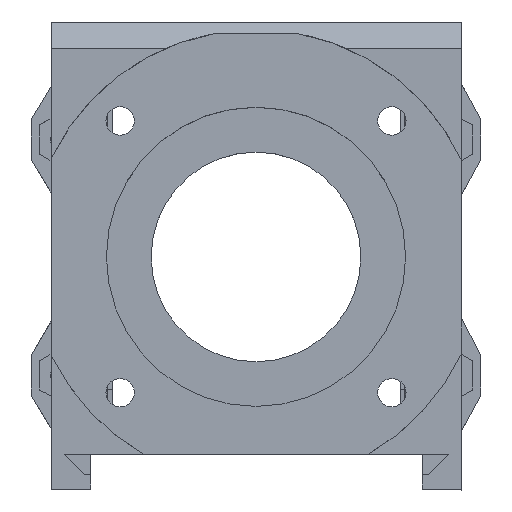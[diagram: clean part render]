
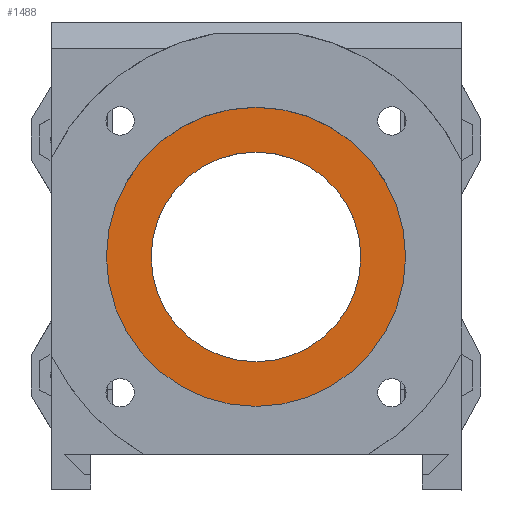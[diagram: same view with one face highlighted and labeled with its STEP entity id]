
A CAD part, top view. The second image highlights one B-rep face of the part: STEP entity #1488.
In plain terms, the highlighted planar face has unit normal (0, 0, 1).
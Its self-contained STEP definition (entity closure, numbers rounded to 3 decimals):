
#134 = VERTEX_POINT ( 'NONE', #2966 ) ;
#165 = FACE_BOUND ( 'NONE', #980, .T. ) ;
#235 = PLANE ( 'NONE',  #2576 ) ;
#254 = DIRECTION ( 'NONE',  ( 1., 0., 0. ) ) ;
#305 = FACE_OUTER_BOUND ( 'NONE', #2359, .T. ) ;
#667 = ORIENTED_EDGE ( 'NONE', *, *, #5451, .T. ) ;
#677 = AXIS2_PLACEMENT_3D ( 'NONE', #1185, #6756, #254 ) ;
#733 = DIRECTION ( 'NONE',  ( 0., 0., -1. ) ) ;
#980 = EDGE_LOOP ( 'NONE', ( #6595, #2344 ) ) ;
#1185 = CARTESIAN_POINT ( 'NONE',  ( -0.052, 26.591, 0. ) ) ;
#1440 = AXIS2_PLACEMENT_3D ( 'NONE', #7049, #2170, #1521 ) ;
#1488 = ADVANCED_FACE ( 'NONE', ( #165, #305 ), #235, .F. ) ;
#1497 = CARTESIAN_POINT ( 'NONE',  ( -0.052, 26.591, 0. ) ) ;
#1521 = DIRECTION ( 'NONE',  ( 1., 0., 0. ) ) ;
#1522 = VERTEX_POINT ( 'NONE', #4209 ) ;
#1561 = VERTEX_POINT ( 'NONE', #3667 ) ;
#1812 = CARTESIAN_POINT ( 'NONE',  ( 0., 0., 0. ) ) ;
#2033 = DIRECTION ( 'NONE',  ( 0., 0., 1. ) ) ;
#2153 = EDGE_CURVE ( 'NONE', #1561, #134, #4804, .T. ) ;
#2165 = CIRCLE ( 'NONE', #4221, 12. ) ;
#2170 = DIRECTION ( 'NONE',  ( 0., 0., 1. ) ) ;
#2344 = ORIENTED_EDGE ( 'NONE', *, *, #5787, .F. ) ;
#2359 = EDGE_LOOP ( 'NONE', ( #6000, #667 ) ) ;
#2576 = AXIS2_PLACEMENT_3D ( 'NONE', #1812, #733, #3027 ) ;
#2966 = CARTESIAN_POINT ( 'NONE',  ( 17.073, 26.591, 0. ) ) ;
#3027 = DIRECTION ( 'NONE',  ( -1., 0., 0. ) ) ;
#3387 = VERTEX_POINT ( 'NONE', #6683 ) ;
#3667 = CARTESIAN_POINT ( 'NONE',  ( -17.177, 26.591, 0. ) ) ;
#3907 = DIRECTION ( 'NONE',  ( 0., 0., 1. ) ) ;
#4209 = CARTESIAN_POINT ( 'NONE',  ( 11.948, 26.591, 0. ) ) ;
#4221 = AXIS2_PLACEMENT_3D ( 'NONE', #1497, #2033, #6914 ) ;
#4229 = EDGE_CURVE ( 'NONE', #1522, #3387, #4653, .T. ) ;
#4653 = CIRCLE ( 'NONE', #1440, 12. ) ;
#4804 = CIRCLE ( 'NONE', #677, 17.125 ) ;
#5451 = EDGE_CURVE ( 'NONE', #134, #1561, #5950, .T. ) ;
#5505 = DIRECTION ( 'NONE',  ( 1., 0., 0. ) ) ;
#5787 = EDGE_CURVE ( 'NONE', #3387, #1522, #2165, .T. ) ;
#5937 = CARTESIAN_POINT ( 'NONE',  ( -0.052, 26.591, 0. ) ) ;
#5950 = CIRCLE ( 'NONE', #6957, 17.125 ) ;
#6000 = ORIENTED_EDGE ( 'NONE', *, *, #2153, .T. ) ;
#6595 = ORIENTED_EDGE ( 'NONE', *, *, #4229, .F. ) ;
#6683 = CARTESIAN_POINT ( 'NONE',  ( -12.052, 26.591, 0. ) ) ;
#6756 = DIRECTION ( 'NONE',  ( 0., 0., 1. ) ) ;
#6914 = DIRECTION ( 'NONE',  ( 1., 0., 0. ) ) ;
#6957 = AXIS2_PLACEMENT_3D ( 'NONE', #5937, #3907, #5505 ) ;
#7049 = CARTESIAN_POINT ( 'NONE',  ( -0.052, 26.591, 0. ) ) ;
